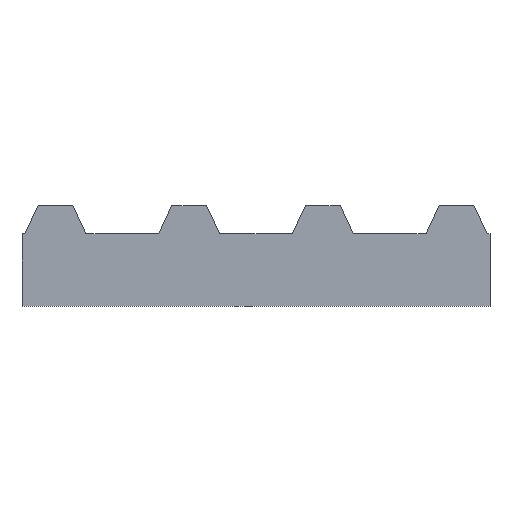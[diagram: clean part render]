
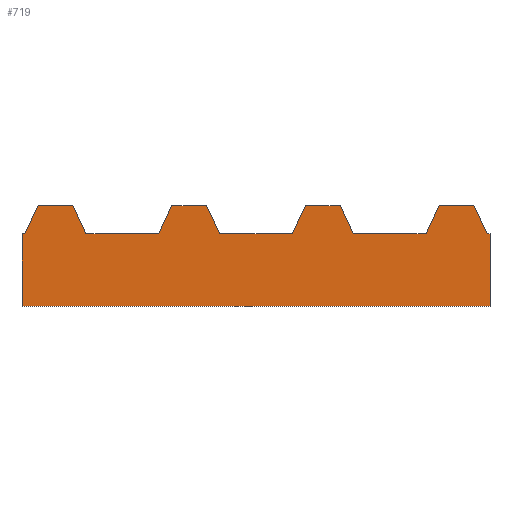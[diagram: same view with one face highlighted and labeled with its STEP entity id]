
A CAD part, top view. The second image highlights one B-rep face of the part: STEP entity #719.
In plain terms, the highlighted planar face has unit normal (0, 0, 1).
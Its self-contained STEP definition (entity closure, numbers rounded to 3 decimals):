
#59=CARTESIAN_POINT('',(6.3,7.5,0.5));
#60=VERTEX_POINT('',#59);
#67=CARTESIAN_POINT('',(7.279,5.4,0.5));
#68=VERTEX_POINT('',#67);
#69=CARTESIAN_POINT('',(6.3,7.5,0.5));
#70=DIRECTION('',(0.423,-0.906,0.0));
#71=VECTOR('',#70,2.317);
#72=LINE('',#69,#71);
#73=EDGE_CURVE('',#60,#68,#72,.T.);
#97=CARTESIAN_POINT('',(3.7,7.5,0.5));
#98=VERTEX_POINT('',#97);
#105=CARTESIAN_POINT('',(3.7,7.5,0.5));
#106=DIRECTION('',(1.0,0.0,0.0));
#107=VECTOR('',#106,2.6);
#108=LINE('',#105,#107);
#109=EDGE_CURVE('',#98,#60,#108,.T.);
#128=CARTESIAN_POINT('',(2.721,5.4,0.5));
#129=VERTEX_POINT('',#128);
#136=CARTESIAN_POINT('',(2.721,5.4,0.5));
#137=DIRECTION('',(0.423,0.906,0.0));
#138=VECTOR('',#137,2.317);
#139=LINE('',#136,#138);
#140=EDGE_CURVE('',#129,#98,#139,.T.);
#161=CARTESIAN_POINT('',(-3.7,7.5,0.5));
#162=VERTEX_POINT('',#161);
#169=CARTESIAN_POINT('',(-2.721,5.4,0.5));
#170=VERTEX_POINT('',#169);
#171=CARTESIAN_POINT('',(-3.7,7.5,0.5));
#172=DIRECTION('',(0.423,-0.906,0.0));
#173=VECTOR('',#172,2.317);
#174=LINE('',#171,#173);
#175=EDGE_CURVE('',#162,#170,#174,.T.);
#199=CARTESIAN_POINT('',(-6.3,7.5,0.5));
#200=VERTEX_POINT('',#199);
#207=CARTESIAN_POINT('',(-6.3,7.5,0.5));
#208=DIRECTION('',(1.0,0.0,0.0));
#209=VECTOR('',#208,2.6);
#210=LINE('',#207,#209);
#211=EDGE_CURVE('',#200,#162,#210,.T.);
#230=CARTESIAN_POINT('',(-7.279,5.4,0.5));
#231=VERTEX_POINT('',#230);
#238=CARTESIAN_POINT('',(-7.279,5.4,0.5));
#239=DIRECTION('',(0.423,0.906,0.0));
#240=VECTOR('',#239,2.317);
#241=LINE('',#238,#240);
#242=EDGE_CURVE('',#231,#200,#241,.T.);
#263=CARTESIAN_POINT('',(16.3,7.5,0.5));
#264=VERTEX_POINT('',#263);
#271=CARTESIAN_POINT('',(17.279,5.4,0.5));
#272=VERTEX_POINT('',#271);
#273=CARTESIAN_POINT('',(16.3,7.5,0.5));
#274=DIRECTION('',(0.423,-0.906,0.0));
#275=VECTOR('',#274,2.317);
#276=LINE('',#273,#275);
#277=EDGE_CURVE('',#264,#272,#276,.T.);
#301=CARTESIAN_POINT('',(13.7,7.5,0.5));
#302=VERTEX_POINT('',#301);
#309=CARTESIAN_POINT('',(13.7,7.5,0.5));
#310=DIRECTION('',(1.0,0.0,0.0));
#311=VECTOR('',#310,2.6);
#312=LINE('',#309,#311);
#313=EDGE_CURVE('',#302,#264,#312,.T.);
#332=CARTESIAN_POINT('',(12.721,5.4,0.5));
#333=VERTEX_POINT('',#332);
#340=CARTESIAN_POINT('',(12.721,5.4,0.5));
#341=DIRECTION('',(0.423,0.906,0.0));
#342=VECTOR('',#341,2.317);
#343=LINE('',#340,#342);
#344=EDGE_CURVE('',#333,#302,#343,.T.);
#356=CARTESIAN_POINT('',(17.5,5.4,0.5));
#357=VERTEX_POINT('',#356);
#358=CARTESIAN_POINT('',(17.279,5.4,0.5));
#359=DIRECTION('',(1.0,0.0,0.0));
#360=VECTOR('',#359,0.221);
#361=LINE('',#358,#360);
#362=EDGE_CURVE('',#272,#357,#361,.T.);
#395=CARTESIAN_POINT('',(-12.721,5.4,0.5));
#396=VERTEX_POINT('',#395);
#403=CARTESIAN_POINT('',(-12.721,5.4,0.5));
#404=DIRECTION('',(1.0,0.0,0.0));
#405=VECTOR('',#404,5.442);
#406=LINE('',#403,#405);
#407=EDGE_CURVE('',#396,#231,#406,.T.);
#425=CARTESIAN_POINT('',(-2.721,5.4,0.5));
#426=DIRECTION('',(1.0,0.0,0.0));
#427=VECTOR('',#426,5.442);
#428=LINE('',#425,#427);
#429=EDGE_CURVE('',#170,#129,#428,.T.);
#440=CARTESIAN_POINT('',(7.279,5.4,0.5));
#441=DIRECTION('',(1.0,0.0,0.0));
#442=VECTOR('',#441,5.442);
#443=LINE('',#440,#442);
#444=EDGE_CURVE('',#68,#333,#443,.T.);
#469=CARTESIAN_POINT('',(-13.7,7.5,0.5));
#470=VERTEX_POINT('',#469);
#477=CARTESIAN_POINT('',(-13.7,7.5,0.5));
#478=DIRECTION('',(0.423,-0.906,0.0));
#479=VECTOR('',#478,2.317);
#480=LINE('',#477,#479);
#481=EDGE_CURVE('',#470,#396,#480,.T.);
#500=CARTESIAN_POINT('',(-16.3,7.5,0.5));
#501=VERTEX_POINT('',#500);
#508=CARTESIAN_POINT('',(-16.3,7.5,0.5));
#509=DIRECTION('',(1.0,0.0,0.0));
#510=VECTOR('',#509,2.6);
#511=LINE('',#508,#510);
#512=EDGE_CURVE('',#501,#470,#511,.T.);
#531=CARTESIAN_POINT('',(-17.279,5.4,0.5));
#532=VERTEX_POINT('',#531);
#539=CARTESIAN_POINT('',(-17.279,5.4,0.5));
#540=DIRECTION('',(0.423,0.906,0.0));
#541=VECTOR('',#540,2.317);
#542=LINE('',#539,#541);
#543=EDGE_CURVE('',#532,#501,#542,.T.);
#563=CARTESIAN_POINT('',(-17.5,5.4,0.5));
#564=VERTEX_POINT('',#563);
#571=CARTESIAN_POINT('',(-17.5,5.4,0.5));
#572=DIRECTION('',(1.0,0.0,0.0));
#573=VECTOR('',#572,0.221);
#574=LINE('',#571,#573);
#575=EDGE_CURVE('',#564,#532,#574,.T.);
#632=CARTESIAN_POINT('',(17.5,0.,0.5));
#633=VERTEX_POINT('',#632);
#634=CARTESIAN_POINT('',(17.5,5.4,0.5));
#635=DIRECTION('',(0.0,-1.0,0.0));
#636=VECTOR('',#635,5.4);
#637=LINE('',#634,#636);
#638=EDGE_CURVE('',#357,#633,#637,.T.);
#656=CARTESIAN_POINT('',(-17.5,0.,0.5));
#657=VERTEX_POINT('',#656);
#658=CARTESIAN_POINT('',(17.5,0.,0.5));
#659=DIRECTION('',(-1.0,0.0,0.0));
#660=VECTOR('',#659,35.0);
#661=LINE('',#658,#660);
#662=EDGE_CURVE('',#633,#657,#661,.T.);
#680=CARTESIAN_POINT('',(-17.5,0.,0.5));
#681=DIRECTION('',(0.0,1.0,0.0));
#682=VECTOR('',#681,5.4);
#683=LINE('',#680,#682);
#684=EDGE_CURVE('',#657,#564,#683,.T.);
#692=CARTESIAN_POINT('',(0.0,2.7,0.5));
#693=DIRECTION('',(0.0,0.0,1.0));
#694=DIRECTION('',(1.0,0.0,0.0));
#695=AXIS2_PLACEMENT_3D('',#692,#693,#694);
#696=PLANE('',#695);
#697=ORIENTED_EDGE('',*,*,#638,.F.);
#698=ORIENTED_EDGE('',*,*,#362,.F.);
#699=ORIENTED_EDGE('',*,*,#277,.F.);
#700=ORIENTED_EDGE('',*,*,#313,.F.);
#701=ORIENTED_EDGE('',*,*,#344,.F.);
#702=ORIENTED_EDGE('',*,*,#444,.F.);
#703=ORIENTED_EDGE('',*,*,#73,.F.);
#704=ORIENTED_EDGE('',*,*,#109,.F.);
#705=ORIENTED_EDGE('',*,*,#140,.F.);
#706=ORIENTED_EDGE('',*,*,#429,.F.);
#707=ORIENTED_EDGE('',*,*,#175,.F.);
#708=ORIENTED_EDGE('',*,*,#211,.F.);
#709=ORIENTED_EDGE('',*,*,#242,.F.);
#710=ORIENTED_EDGE('',*,*,#407,.F.);
#711=ORIENTED_EDGE('',*,*,#481,.F.);
#712=ORIENTED_EDGE('',*,*,#512,.F.);
#713=ORIENTED_EDGE('',*,*,#543,.F.);
#714=ORIENTED_EDGE('',*,*,#575,.F.);
#715=ORIENTED_EDGE('',*,*,#684,.F.);
#716=ORIENTED_EDGE('',*,*,#662,.F.);
#717=EDGE_LOOP('',(#697,#698,#699,#700,#701,#702,#703,#704,#705,#706,#707,#708,#709,#710,#711,#712,#713,#714,#715,#716));
#718=FACE_OUTER_BOUND('',#717,.T.);
#719=ADVANCED_FACE('',(#718),#696,.T.);
